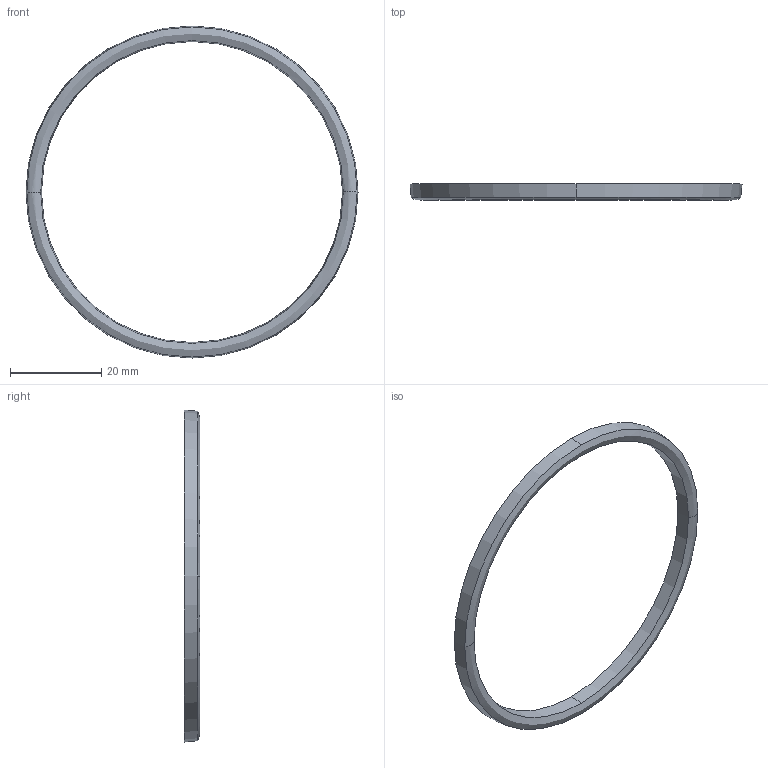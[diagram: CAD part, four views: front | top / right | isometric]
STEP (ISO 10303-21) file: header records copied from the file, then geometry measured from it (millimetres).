
FILE_DESCRIPTION (( 'STEP AP203' ), '1' );
FILE_NAME ('ring_fliter_box v3.STEP', '2020-03-27T13:54:47', ( '' ), ( '' ), 'SwSTEP 2.0', 'SolidWorks 2014', '' );
FILE_SCHEMA (( 'CONFIG_CONTROL_DESIGN' ));
Length unit declared in the file: millimetre
Products named in the file (1): ring_fliter_box v3
Bounding box: 72.91 x 3.5 x 72.91 mm (x, y, z)
Volume: 2273.4 mm3; surface area: 2737.9 mm2
Topology: 1 solids, 1 shells, 7 faces, 18 edges, 12 vertices
Faces by surface type: cone 4, bspline 2, plane 1
Entity records: 319 total; most frequent: CARTESIAN_POINT 64, DIRECTION 40, ORIENTED_EDGE 36, AXIS2_PLACEMENT_3D 18, EDGE_CURVE 18, CIRCLE 12, VERTEX_POINT 12, EDGE_LOOP 8
